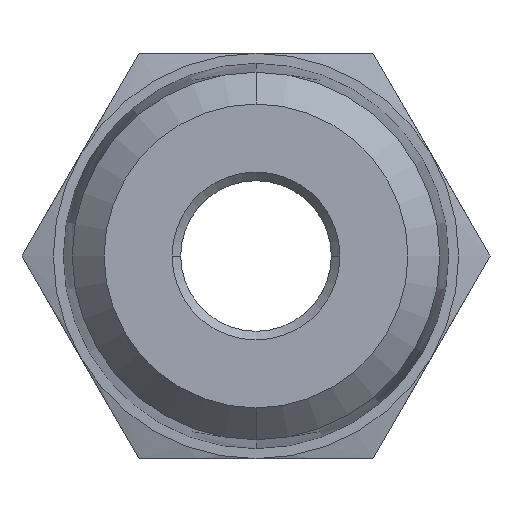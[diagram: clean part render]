
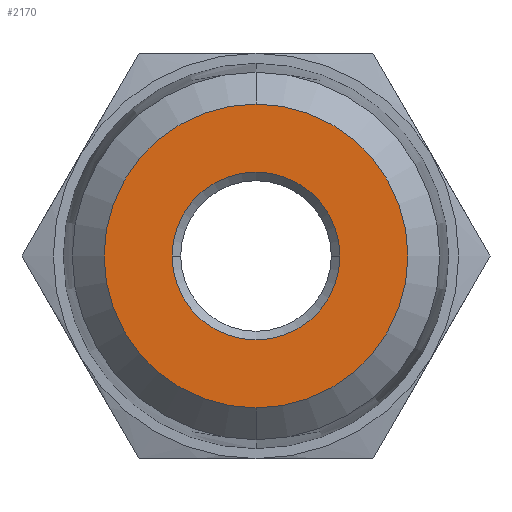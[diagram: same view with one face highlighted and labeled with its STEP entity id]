
A CAD part, front view. The second image highlights one B-rep face of the part: STEP entity #2170.
In plain terms, the highlighted planar face has unit normal (0, -1, 0).
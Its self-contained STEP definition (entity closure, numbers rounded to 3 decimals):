
#846=CARTESIAN_POINT('',(0.,-11.,0.));
#847=DIRECTION('',(0.,1.,0.));
#848=DIRECTION('',(0.,0.,1.));
#849=AXIS2_PLACEMENT_3D('',#846,#847,#848);
#851=CARTESIAN_POINT('',(0.,-11.,0.));
#852=DIRECTION('',(0.,1.,0.));
#853=DIRECTION('',(0.,0.,-1.));
#854=AXIS2_PLACEMENT_3D('',#851,#852,#853);
#856=CARTESIAN_POINT('',(0.,-11.,0.));
#857=DIRECTION('',(0.,-1.,0.));
#858=DIRECTION('',(1.,0.,0.));
#859=AXIS2_PLACEMENT_3D('',#856,#857,#858);
#861=CARTESIAN_POINT('',(0.,-11.,0.));
#862=DIRECTION('',(0.,-1.,0.));
#863=DIRECTION('',(-1.,0.,0.));
#864=AXIS2_PLACEMENT_3D('',#861,#862,#863);
#968=CARTESIAN_POINT('',(0.,-11.,-5.248));
#969=VERTEX_POINT('',#968);
#970=CARTESIAN_POINT('',(0.,-11.,5.248));
#971=VERTEX_POINT('',#970);
#976=CARTESIAN_POINT('',(2.9,-11.,0.));
#977=VERTEX_POINT('',#976);
#978=CARTESIAN_POINT('',(-2.9,-11.,0.));
#979=VERTEX_POINT('',#978);
#2155=CARTESIAN_POINT('',(0.,-11.,0.));
#2156=DIRECTION('',(0.,1.,0.));
#2157=DIRECTION('',(0.,0.,1.));
#2158=AXIS2_PLACEMENT_3D('',#2155,#2156,#2157);
#2159=PLANE('',#2158);
#2161=ORIENTED_EDGE('',*,*,#2160,.T.);
#2163=ORIENTED_EDGE('',*,*,#2162,.T.);
#2164=EDGE_LOOP('',(#2161,#2163));
#2165=FACE_OUTER_BOUND('',#2164,.F.);
#2166=ORIENTED_EDGE('',*,*,#2137,.T.);
#2167=ORIENTED_EDGE('',*,*,#2148,.T.);
#2168=EDGE_LOOP('',(#2166,#2167));
#2169=FACE_BOUND('',#2168,.F.);
#2170=ADVANCED_FACE('',(#2165,#2169),#2159,.F.);
#850=CIRCLE('',#849,5.248);
#855=CIRCLE('',#854,5.248);
#860=CIRCLE('',#859,2.9);
#865=CIRCLE('',#864,2.9);
#2137=EDGE_CURVE('',#977,#979,#860,.T.);
#2148=EDGE_CURVE('',#979,#977,#865,.T.);
#2160=EDGE_CURVE('',#971,#969,#850,.T.);
#2162=EDGE_CURVE('',#969,#971,#855,.T.);
